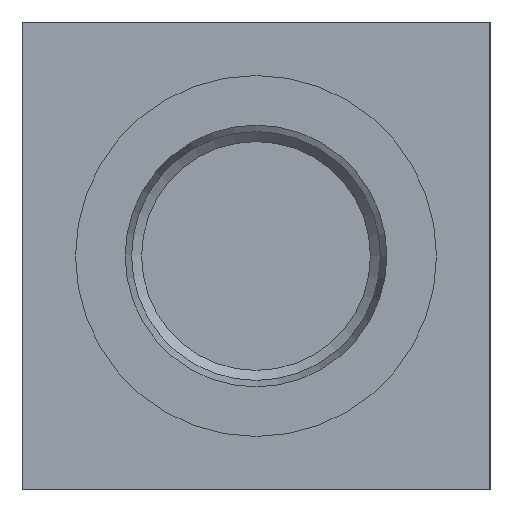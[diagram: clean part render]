
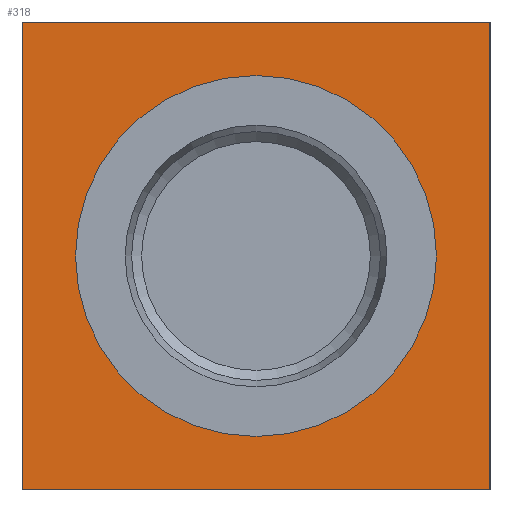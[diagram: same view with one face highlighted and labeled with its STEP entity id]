
A CAD part, left-side view. The second image highlights one B-rep face of the part: STEP entity #318.
In plain terms, the highlighted planar face has unit normal (-1, 0, 0).
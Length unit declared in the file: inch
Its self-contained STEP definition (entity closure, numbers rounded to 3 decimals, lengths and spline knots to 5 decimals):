
#318 = ADVANCED_FACE( '', ( #822, #823 ), #824, .F. );
#822 = FACE_BOUND( '', #1575, .T. );
#823 = FACE_OUTER_BOUND( '', #1576, .T. );
#824 = PLANE( '', #1577 );
#1575 = EDGE_LOOP( '', ( #2498 ) );
#1576 = EDGE_LOOP( '', ( #2499, #2500, #2501, #2502 ) );
#1577 = AXIS2_PLACEMENT_3D( '', #2503, #2504, #2505 );
#2498 = ORIENTED_EDGE( '', *, *, #3858, .T. );
#2499 = ORIENTED_EDGE( '', *, *, #4037, .F. );
#2500 = ORIENTED_EDGE( '', *, *, #4038, .F. );
#2501 = ORIENTED_EDGE( '', *, *, #4039, .F. );
#2502 = ORIENTED_EDGE( '', *, *, #4017, .F. );
#2503 = CARTESIAN_POINT( '', ( 0., 0., 0. ) );
#2504 = DIRECTION( '', ( 1., 0., 0. ) );
#2505 = DIRECTION( '', ( 0., 0., -1. ) );
#3858 = EDGE_CURVE( '', #4493, #4493, #4494, .T. );
#4017 = EDGE_CURVE( '', #4772, #4773, #4774, .T. );
#4037 = EDGE_CURVE( '', #4803, #4772, #4804, .T. );
#4038 = EDGE_CURVE( '', #4805, #4803, #4806, .T. );
#4039 = EDGE_CURVE( '', #4773, #4805, #4807, .T. );
#4493 = VERTEX_POINT( '', #5433 );
#4494 = CIRCLE( '', #5434, 0.964 );
#4772 = VERTEX_POINT( '', #5787 );
#4773 = VERTEX_POINT( '', #5788 );
#4774 = LINE( '', #5789, #5790 );
#4803 = VERTEX_POINT( '', #5830 );
#4804 = LINE( '', #5831, #5832 );
#4805 = VERTEX_POINT( '', #5833 );
#4806 = LINE( '', #5834, #5835 );
#4807 = LINE( '', #5836, #5837 );
#5433 = CARTESIAN_POINT( '', ( 0., 1.25, 0.286 ) );
#5434 = AXIS2_PLACEMENT_3D( '', #6619, #6620, #6621 );
#5787 = CARTESIAN_POINT( '', ( 0., 2.5, 2.5 ) );
#5788 = CARTESIAN_POINT( '', ( 0., 0., 2.5 ) );
#5789 = CARTESIAN_POINT( '', ( 0., 2.5, 2.5 ) );
#5790 = VECTOR( '', #6844, 39.37008 );
#5830 = CARTESIAN_POINT( '', ( 0., 2.5, 0. ) );
#5831 = CARTESIAN_POINT( '', ( 0., 2.5, 0. ) );
#5832 = VECTOR( '', #6862, 39.37008 );
#5833 = CARTESIAN_POINT( '', ( 0., 0., 0. ) );
#5834 = CARTESIAN_POINT( '', ( 0., 0., 0. ) );
#5835 = VECTOR( '', #6863, 39.37008 );
#5836 = CARTESIAN_POINT( '', ( 0., 0., 2.5 ) );
#5837 = VECTOR( '', #6864, 39.37008 );
#6619 = CARTESIAN_POINT( '', ( 0., 1.25, 1.25 ) );
#6620 = DIRECTION( '', ( 1., 0., 0. ) );
#6621 = DIRECTION( '', ( 0., 0., -1. ) );
#6844 = DIRECTION( '', ( 0., -1., 0. ) );
#6862 = DIRECTION( '', ( 0., 0., 1. ) );
#6863 = DIRECTION( '', ( 0., 1., 0. ) );
#6864 = DIRECTION( '', ( 0., 0., -1. ) );
